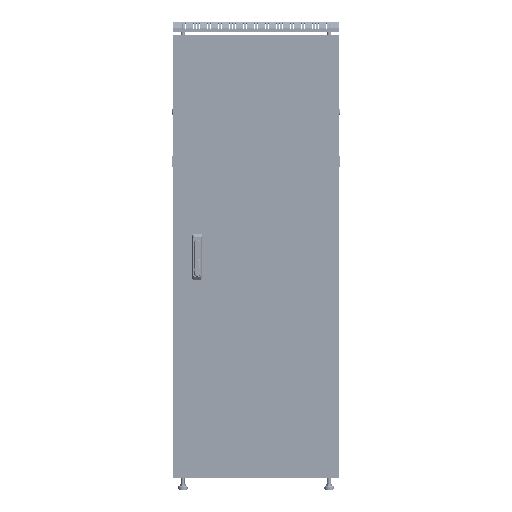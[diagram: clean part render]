
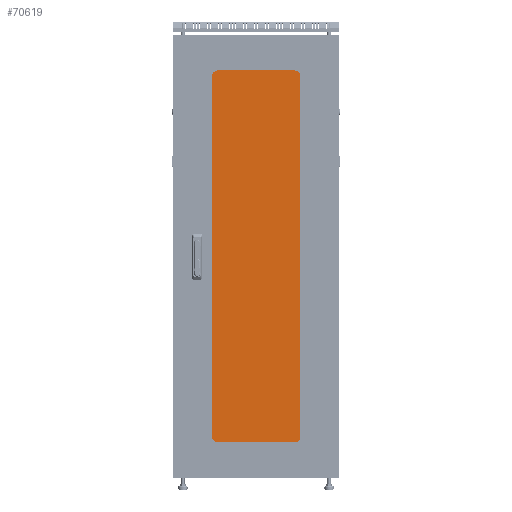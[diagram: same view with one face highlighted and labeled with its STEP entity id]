
A CAD part, top view. The second image highlights one B-rep face of the part: STEP entity #70619.
In plain terms, the highlighted planar face has unit normal (0, 0, 1).
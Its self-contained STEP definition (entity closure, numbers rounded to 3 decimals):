
#5353 = ORIENTED_EDGE ( 'NONE', *, *, #110652, .T. ) ;
#5570 = LINE ( 'NONE', #102068, #36730 ) ;
#10321 = EDGE_CURVE ( 'NONE', #31329, #95414, #32273, .T. ) ;
#11048 = CARTESIAN_POINT ( 'NONE',  ( 180., 749.075, 4. ) ) ;
#13391 = CARTESIAN_POINT ( 'NONE',  ( 180., -749.075, 4. ) ) ;
#22003 = EDGE_LOOP ( 'NONE', ( #39316, #5353, #26748, #77340 ) ) ;
#26021 = DIRECTION ( 'NONE',  ( 0., 0., 1. ) ) ;
#26748 = ORIENTED_EDGE ( 'NONE', *, *, #122563, .T. ) ;
#31329 = VERTEX_POINT ( 'NONE', #11048 ) ;
#32273 = LINE ( 'NONE', #112865, #106481 ) ;
#35154 = CARTESIAN_POINT ( 'NONE',  ( 0., 0., 4. ) ) ;
#36730 = VECTOR ( 'NONE', #65721, 1000. ) ;
#39316 = ORIENTED_EDGE ( 'NONE', *, *, #80039, .T. ) ;
#42037 = LINE ( 'NONE', #13391, #114508 ) ;
#52448 = CARTESIAN_POINT ( 'NONE',  ( 180., -749.075, 4. ) ) ;
#60586 = VERTEX_POINT ( 'NONE', #74498 ) ;
#60827 = CARTESIAN_POINT ( 'NONE',  ( -180., -749.075, 4. ) ) ;
#61169 = AXIS2_PLACEMENT_3D ( 'NONE', #35154, #26021, #102533 ) ;
#65721 = DIRECTION ( 'NONE',  ( 0., 1., 0. ) ) ;
#70619 = ADVANCED_FACE ( 'NONE', ( #112040 ), #122026, .T. ) ;
#74498 = CARTESIAN_POINT ( 'NONE',  ( -180., -749.075, 4. ) ) ;
#77340 = ORIENTED_EDGE ( 'NONE', *, *, #10321, .T. ) ;
#80039 = EDGE_CURVE ( 'NONE', #95414, #60586, #90788, .T. ) ;
#86297 = VECTOR ( 'NONE', #88144, 1000. ) ;
#88144 = DIRECTION ( 'NONE',  ( 0., -1., 0. ) ) ;
#90788 = LINE ( 'NONE', #60827, #86297 ) ;
#95414 = VERTEX_POINT ( 'NONE', #118950 ) ;
#102068 = CARTESIAN_POINT ( 'NONE',  ( 180., -749.075, 4. ) ) ;
#102533 = DIRECTION ( 'NONE',  ( 1., 0., 0. ) ) ;
#103759 = DIRECTION ( 'NONE',  ( -1., 0., 0. ) ) ;
#106481 = VECTOR ( 'NONE', #103759, 1000. ) ;
#107785 = VERTEX_POINT ( 'NONE', #52448 ) ;
#110652 = EDGE_CURVE ( 'NONE', #60586, #107785, #42037, .T. ) ;
#112040 = FACE_OUTER_BOUND ( 'NONE', #22003, .T. ) ;
#112865 = CARTESIAN_POINT ( 'NONE',  ( 180., 749.075, 4. ) ) ;
#114508 = VECTOR ( 'NONE', #119290, 1000. ) ;
#118950 = CARTESIAN_POINT ( 'NONE',  ( -180., 749.075, 4. ) ) ;
#119290 = DIRECTION ( 'NONE',  ( 1., 0., 0. ) ) ;
#122026 = PLANE ( 'NONE',  #61169 ) ;
#122563 = EDGE_CURVE ( 'NONE', #107785, #31329, #5570, .T. ) ;
